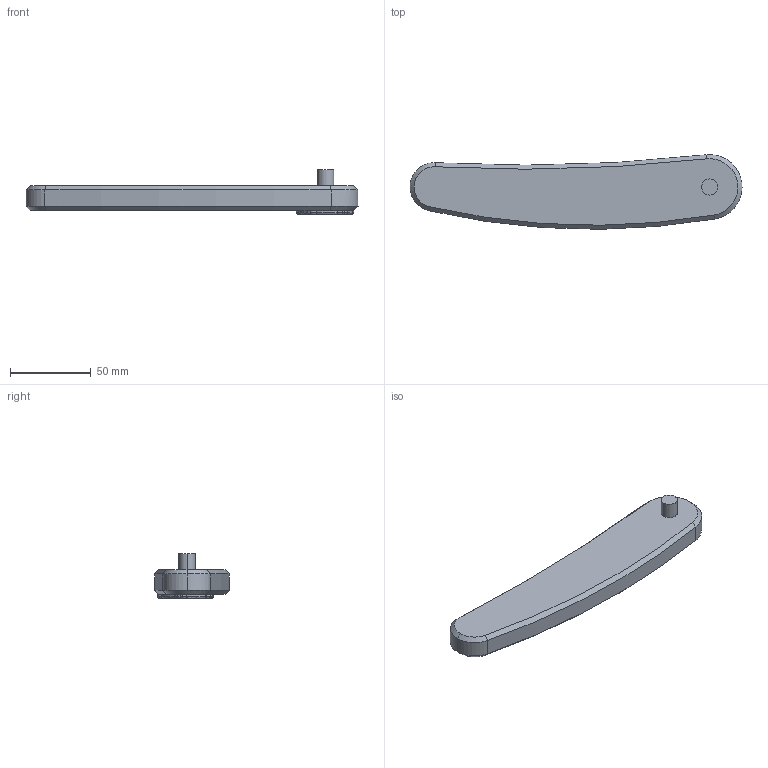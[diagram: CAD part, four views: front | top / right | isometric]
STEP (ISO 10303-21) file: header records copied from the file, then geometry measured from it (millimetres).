
FILE_DESCRIPTION (( 'STEP AP203' ), '1' );
FILE_NAME ('Part2_Arm_1_Default_sldprt.STEP', '2024-06-02T13:03:35', ( '' ), ( '' ), 'SwSTEP 2.0', 'SolidWorks 2022', '' );
FILE_SCHEMA (( 'CONFIG_CONTROL_DESIGN' ));
Length unit declared in the file: millimetre
Products named in the file (1): Part2_Arm_1_Default_sldprt
Bounding box: 205 x 46.06 x 27.5 mm (x, y, z)
Volume: 112122.1 mm3; surface area: 21335.7 mm2
Topology: 1 solids, 1 shells, 76 faces, 179 edges, 107 vertices
Faces by surface type: cylinder 32, torus 19, plane 15, cone 10
Entity records: 2360 total; most frequent: CARTESIAN_POINT 470, DIRECTION 433, ORIENTED_EDGE 358, AXIS2_PLACEMENT_3D 188, EDGE_CURVE 179, CIRCLE 111, VERTEX_POINT 107, EDGE_LOOP 78
